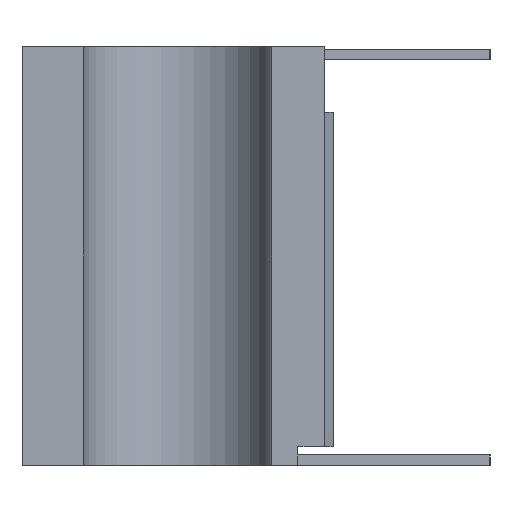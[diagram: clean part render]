
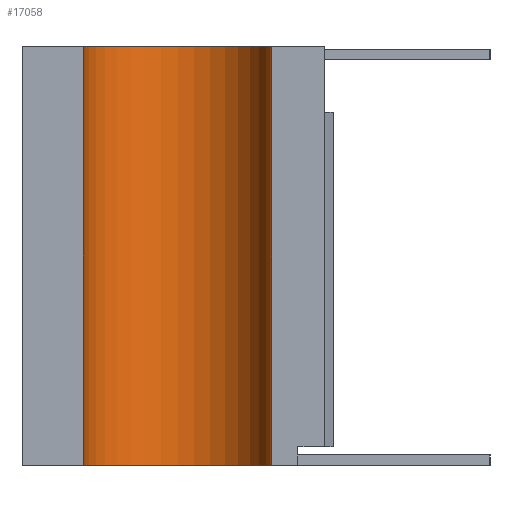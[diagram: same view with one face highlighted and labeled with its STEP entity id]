
A CAD part, left-side view. The second image highlights one B-rep face of the part: STEP entity #17058.
In plain terms, the highlighted cylindrical face has radius 1.829 mm (diameter 3.658 mm), a partial arc.
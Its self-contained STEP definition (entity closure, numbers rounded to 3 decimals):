
#796=CARTESIAN_POINT('',(-22.327,0.,0.));
#797=DIRECTION('',(0.,0.,-1.));
#798=DIRECTION('',(0.,1.,0.));
#799=AXIS2_PLACEMENT_3D('',#796,#797,#798);
#2911=CARTESIAN_POINT('',(-22.327,0.,-8.128));
#2912=DIRECTION('',(0.,0.,-1.));
#2913=DIRECTION('',(0.,1.,0.));
#2914=AXIS2_PLACEMENT_3D('',#2911,#2912,#2913);
#3412=DIRECTION('',(0.,0.,-1.));
#3413=VECTOR('',#3412,8.128);
#3414=CARTESIAN_POINT('',(-22.327,1.829,0.));
#3415=LINE('',#3414,#3413);
#3424=DIRECTION('',(0.,0.,-1.));
#3425=VECTOR('',#3424,8.128);
#3426=CARTESIAN_POINT('',(-22.327,-1.829,0.));
#3427=LINE('',#3426,#3425);
#9701=CARTESIAN_POINT('',(-22.327,1.829,0.));
#9703=VERTEX_POINT('',#9701);
#9704=CARTESIAN_POINT('',(-22.327,-1.829,0.));
#9705=VERTEX_POINT('',#9704);
#9717=CARTESIAN_POINT('',(-22.327,1.829,-8.128));
#9719=VERTEX_POINT('',#9717);
#9720=CARTESIAN_POINT('',(-22.327,-1.829,-8.128));
#9721=VERTEX_POINT('',#9720);
#17046=CARTESIAN_POINT('',(-22.327,0.,0.));
#17047=DIRECTION('',(0.,0.,1.));
#17048=DIRECTION('',(1.,0.,0.));
#17049=AXIS2_PLACEMENT_3D('',#17046,#17047,#17048);
#17050=CYLINDRICAL_SURFACE('',#17049,1.829);
#17051=ORIENTED_EDGE('',*,*,#13035,.T.);
#17053=ORIENTED_EDGE('',*,*,#17052,.T.);
#17054=ORIENTED_EDGE('',*,*,#16265,.F.);
#17055=ORIENTED_EDGE('',*,*,#17039,.F.);
#17056=EDGE_LOOP('',(#17051,#17053,#17054,#17055));
#17057=FACE_OUTER_BOUND('',#17056,.F.);
#17058=ADVANCED_FACE('',(#17057),#17050,.F.);
#800=CIRCLE('',#799,1.829);
#2915=CIRCLE('',#2914,1.829);
#13035=EDGE_CURVE('',#9703,#9705,#800,.T.);
#16265=EDGE_CURVE('',#9719,#9721,#2915,.T.);
#17039=EDGE_CURVE('',#9703,#9719,#3415,.T.);
#17052=EDGE_CURVE('',#9705,#9721,#3427,.T.);
